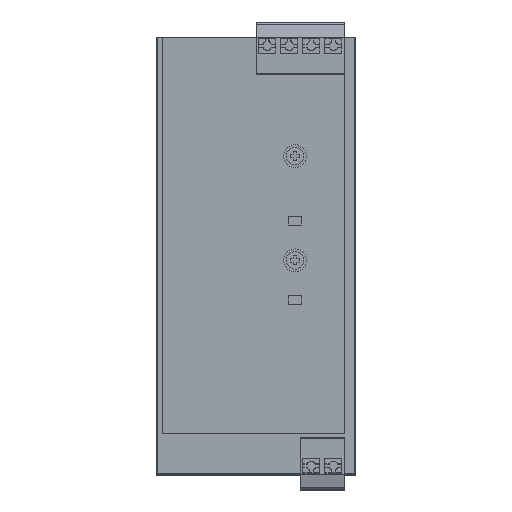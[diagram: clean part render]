
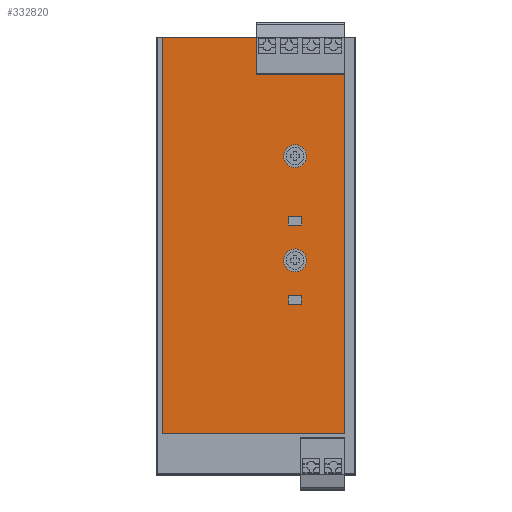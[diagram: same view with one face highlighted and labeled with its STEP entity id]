
A CAD part, top view. The second image highlights one B-rep face of the part: STEP entity #332820.
In plain terms, the highlighted face is planar.
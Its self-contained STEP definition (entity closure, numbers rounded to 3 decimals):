
#69970=CARTESIAN_POINT('',(27.614,88.9,49.4));
#69980=VERTEX_POINT('',#69970);
#70300=CARTESIAN_POINT('',(6.475,88.9,49.4));
#70310=VERTEX_POINT('',#70300);
#70340=CARTESIAN_POINT('',(0.,88.9,49.4));
#70350=DIRECTION('',(1.,0.,0.));
#70360=VECTOR('',#70350,1.);
#70370=LINE('',#70340,#70360);
#70380=EDGE_CURVE('',#70310,#69980,#70370,.T.);
#134060=CARTESIAN_POINT('',(-0.85,88.9,-9.));
#134070=VERTEX_POINT('',#134060);
#134150=CARTESIAN_POINT('',(-0.85,88.9,-11.));
#134160=VERTEX_POINT('',#134150);
#134190=CARTESIAN_POINT('',(-0.85,88.9,0.));
#134200=DIRECTION('',(0.,0.,1.));
#134210=VECTOR('',#134200,1.);
#134220=LINE('',#134190,#134210);
#134230=EDGE_CURVE('',#134160,#134070,#134220,.T.);
#137090=CARTESIAN_POINT('',(-3.85,88.9,-11.));
#137100=VERTEX_POINT('',#137090);
#137130=CARTESIAN_POINT('',(0.,88.9,-11.));
#137140=DIRECTION('',(1.,0.,0.));
#137150=VECTOR('',#137140,1.);
#137160=LINE('',#137130,#137150);
#137170=EDGE_CURVE('',#137100,#134160,#137160,.T.);
#149690=CARTESIAN_POINT('',(-3.85,88.9,-9.));
#149700=VERTEX_POINT('',#149690);
#149730=CARTESIAN_POINT('',(-3.85,88.9,0.));
#149740=DIRECTION('',(0.,0.,-1.));
#149750=VECTOR('',#149740,1.);
#149760=LINE('',#149730,#149750);
#149770=EDGE_CURVE('',#149700,#137100,#149760,.T.);
#152080=CARTESIAN_POINT('',(-0.85,88.9,9.));
#152090=VERTEX_POINT('',#152080);
#152170=CARTESIAN_POINT('',(-0.85,88.9,7.));
#152180=VERTEX_POINT('',#152170);
#152210=CARTESIAN_POINT('',(-0.85,88.9,0.));
#152220=DIRECTION('',(0.,0.,1.));
#152230=VECTOR('',#152220,1.);
#152240=LINE('',#152210,#152230);
#152250=EDGE_CURVE('',#152180,#152090,#152240,.T.);
#152460=CARTESIAN_POINT('',(0.25,88.9,-1.));
#152470=VERTEX_POINT('',#152460);
#152650=CARTESIAN_POINT('',(-4.95,88.9,-1.));
#152660=VERTEX_POINT('',#152650);
#152690=CARTESIAN_POINT('',(-2.35,88.9,-1.));
#152700=DIRECTION('',(0.,-1.,0.));
#152710=DIRECTION('',(1.,0.,0.));
#152720=AXIS2_PLACEMENT_3D('',#152690,#152700,#152710);
#152730=CIRCLE('',#152720,2.6);
#152740=EDGE_CURVE('',#152660,#152470,#152730,.T.);
#152950=CARTESIAN_POINT('',(-3.85,88.9,7.));
#152960=VERTEX_POINT('',#152950);
#153040=CARTESIAN_POINT('',(-3.85,88.9,9.));
#153050=VERTEX_POINT('',#153040);
#153080=CARTESIAN_POINT('',(-3.85,88.9,0.));
#153090=DIRECTION('',(0.,0.,-1.));
#153100=VECTOR('',#153090,1.);
#153110=LINE('',#153080,#153100);
#153120=EDGE_CURVE('',#153050,#152960,#153110,.T.);
#153330=CARTESIAN_POINT('',(0.25,88.9,22.6));
#153340=VERTEX_POINT('',#153330);
#153520=CARTESIAN_POINT('',(-4.95,88.9,22.6));
#153530=VERTEX_POINT('',#153520);
#153560=CARTESIAN_POINT('',(-2.35,88.9,22.6));
#153570=DIRECTION('',(0.,-1.,0.));
#153580=DIRECTION('',(1.,0.,0.));
#153590=AXIS2_PLACEMENT_3D('',#153560,#153570,#153580);
#153600=CIRCLE('',#153590,2.6);
#153610=EDGE_CURVE('',#153530,#153340,#153600,.T.);
#153810=CARTESIAN_POINT('',(0.,88.9,9.));
#153820=DIRECTION('',(-1.,0.,0.));
#153830=VECTOR('',#153820,1.);
#153840=LINE('',#153810,#153830);
#153850=EDGE_CURVE('',#152090,#153050,#153840,.T.);
#156920=CARTESIAN_POINT('',(0.,88.9,7.));
#156930=DIRECTION('',(1.,0.,0.));
#156940=VECTOR('',#156930,1.);
#156950=LINE('',#156920,#156940);
#156960=EDGE_CURVE('',#152960,#152180,#156950,.T.);
#158990=CARTESIAN_POINT('',(0.,88.9,-9.));
#159000=DIRECTION('',(-1.,0.,0.));
#159010=VECTOR('',#159000,1.);
#159020=LINE('',#158990,#159010);
#159030=EDGE_CURVE('',#134070,#149700,#159020,.T.);
#193990=CARTESIAN_POINT('',(-13.65,88.9,49.4));
#194000=VERTEX_POINT('',#193990);
#194030=CARTESIAN_POINT('',(0.,88.9,49.4));
#194040=DIRECTION('',(1.,0.,0.));
#194050=VECTOR('',#194040,1.);
#194060=LINE('',#194030,#194050);
#194070=CARTESIAN_POINT('',(-13.525,88.9,49.4));
#194080=VERTEX_POINT('',#194070);
#194090=EDGE_CURVE('',#194000,#194080,#194060,.T.);
#201830=CARTESIAN_POINT('',(-13.65,88.9,-40.214));
#201840=VERTEX_POINT('',#201830);
#201870=CARTESIAN_POINT('',(-13.65,88.9,0.));
#201880=DIRECTION('',(0.,0.,1.));
#201890=VECTOR('',#201880,1.);
#201900=LINE('',#201870,#201890);
#201910=EDGE_CURVE('',#201840,#194000,#201900,.T.);
#209340=CARTESIAN_POINT('',(27.614,88.9,-40.214));
#209350=VERTEX_POINT('',#209340);
#209380=CARTESIAN_POINT('',(0.,88.9,-40.214));
#209390=DIRECTION('',(-1.,0.,0.));
#209400=VECTOR('',#209390,1.);
#209410=LINE('',#209380,#209400);
#209420=EDGE_CURVE('',#209350,#201840,#209410,.T.);
#215650=CARTESIAN_POINT('',(27.614,88.9,47.9));
#215660=DIRECTION('',(0.,0.,-1.));
#215670=VECTOR('',#215660,1.);
#215680=LINE('',#215650,#215670);
#215690=EDGE_CURVE('',#69980,#209350,#215680,.T.);
#329030=CARTESIAN_POINT('',(-13.525,88.9,41.09));
#329040=VERTEX_POINT('',#329030);
#329090=CARTESIAN_POINT('',(0.,88.9,41.09));
#329100=DIRECTION('',(-1.,0.,0.));
#329110=VECTOR('',#329100,1.);
#329120=LINE('',#329090,#329110);
#329130=CARTESIAN_POINT('',(6.475,88.9,41.09));
#329140=VERTEX_POINT('',#329130);
#329150=EDGE_CURVE('',#329140,#329040,#329120,.T.);
#329530=CARTESIAN_POINT('',(6.475,88.9,0.));
#329540=DIRECTION('',(0.,0.,-1.));
#329550=VECTOR('',#329540,1.);
#329560=LINE('',#329530,#329550);
#329570=EDGE_CURVE('',#70310,#329140,#329560,.T.);
#330290=CARTESIAN_POINT('',(-13.525,88.9,0.));
#330300=DIRECTION('',(0.,0.,1.));
#330310=VECTOR('',#330300,1.);
#330320=LINE('',#330290,#330310);
#330330=EDGE_CURVE('',#329040,#194080,#330320,.T.);
#332450=CARTESIAN_POINT('',(-10.375,88.9,0.));
#332460=DIRECTION('',(0.,1.,0.));
#332470=DIRECTION('',(0.,0.,1.));
#332480=AXIS2_PLACEMENT_3D('',#332450,#332460,#332470);
#332490=PLANE('',#332480);
#332500=ORIENTED_EDGE('',*,*,#152250,.T.);
#332510=ORIENTED_EDGE('',*,*,#156960,.T.);
#332520=ORIENTED_EDGE('',*,*,#153120,.T.);
#332530=ORIENTED_EDGE('',*,*,#153850,.T.);
#332540=EDGE_LOOP('',(#332530,#332520,#332510,#332500));
#332550=FACE_BOUND('',#332540,.T.);
#332560=EDGE_CURVE('',#152470,#152660,#152730,.T.);
#332570=ORIENTED_EDGE('',*,*,#332560,.T.);
#332580=ORIENTED_EDGE('',*,*,#152740,.T.);
#332590=EDGE_LOOP('',(#332580,#332570));
#332600=FACE_BOUND('',#332590,.T.);
#332610=ORIENTED_EDGE('',*,*,#137170,.T.);
#332620=ORIENTED_EDGE('',*,*,#149770,.T.);
#332630=ORIENTED_EDGE('',*,*,#159030,.T.);
#332640=ORIENTED_EDGE('',*,*,#134230,.T.);
#332650=EDGE_LOOP('',(#332640,#332630,#332620,#332610));
#332660=FACE_BOUND('',#332650,.T.);
#332670=EDGE_CURVE('',#153340,#153530,#153600,.T.);
#332680=ORIENTED_EDGE('',*,*,#332670,.T.);
#332690=ORIENTED_EDGE('',*,*,#153610,.T.);
#332700=EDGE_LOOP('',(#332690,#332680));
#332710=FACE_BOUND('',#332700,.T.);
#332720=ORIENTED_EDGE('',*,*,#215690,.T.);
#332730=ORIENTED_EDGE('',*,*,#70380,.T.);
#332740=ORIENTED_EDGE('',*,*,#329570,.F.);
#332750=ORIENTED_EDGE('',*,*,#329150,.F.);
#332760=ORIENTED_EDGE('',*,*,#330330,.F.);
#332770=ORIENTED_EDGE('',*,*,#194090,.T.);
#332780=ORIENTED_EDGE('',*,*,#201910,.T.);
#332790=ORIENTED_EDGE('',*,*,#209420,.T.);
#332800=EDGE_LOOP('',(#332790,#332780,#332770,#332760,#332750,#332740,
#332730,#332720));
#332810=FACE_OUTER_BOUND('',#332800,.T.);
#332820=ADVANCED_FACE('',(#332550,#332600,#332660,#332710,#332810),
#332490,.T.);
